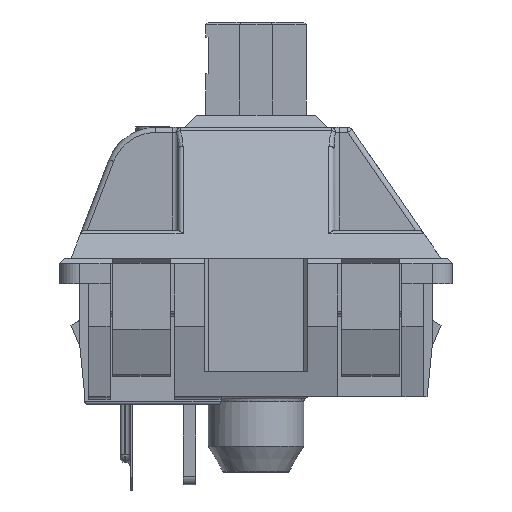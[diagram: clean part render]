
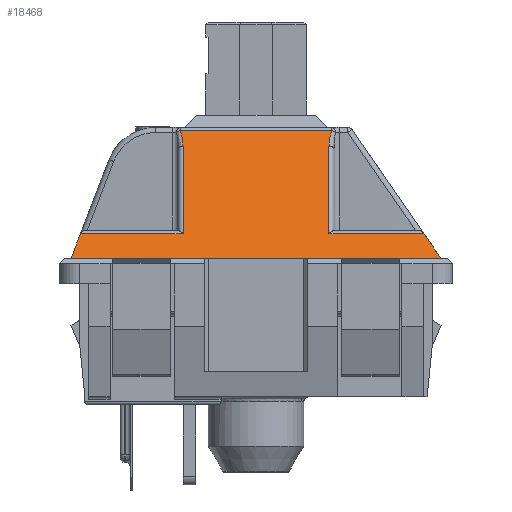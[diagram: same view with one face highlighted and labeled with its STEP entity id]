
A CAD part, left-side view. The second image highlights one B-rep face of the part: STEP entity #18468.
In plain terms, the highlighted face is planar.
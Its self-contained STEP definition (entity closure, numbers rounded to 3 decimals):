
#698=ELLIPSE('',#19755,0.989,0.4);
#699=ELLIPSE('',#19758,0.989,0.401);
#700=ELLIPSE('',#19759,0.223,0.206);
#1716=FACE_OUTER_BOUND('',#2757,.T.);
#2757=EDGE_LOOP('',(#14850,#14851,#14852,#14853,#14854,#14855,#14856,#14857,
#14858,#14859,#14860));
#4170=LINE('',#29468,#6201);
#4243=LINE('',#29677,#6274);
#4362=LINE('',#30004,#6393);
#4456=LINE('',#30479,#6487);
#4457=LINE('',#30481,#6488);
#4458=LINE('',#30484,#6489);
#4459=LINE('',#30486,#6490);
#4460=LINE('',#30488,#6491);
#6201=VECTOR('',#22406,10.);
#6274=VECTOR('',#22521,10.);
#6393=VECTOR('',#22800,10.);
#6487=VECTOR('',#23184,3.771);
#6488=VECTOR('',#23185,3.789);
#6489=VECTOR('',#23188,6.031);
#6490=VECTOR('',#23189,3.789);
#6491=VECTOR('',#23190,4.073);
#8091=VERTEX_POINT('',#29462);
#8093=VERTEX_POINT('',#29466);
#8170=VERTEX_POINT('',#29676);
#8289=VERTEX_POINT('',#30002);
#8359=VERTEX_POINT('',#30427);
#8360=VERTEX_POINT('',#30474);
#8361=VERTEX_POINT('',#30478);
#8362=VERTEX_POINT('',#30480);
#8363=VERTEX_POINT('',#30482);
#8364=VERTEX_POINT('',#30485);
#8365=VERTEX_POINT('',#30487);
#10235=EDGE_CURVE('',#8091,#8093,#4170,.T.);
#10322=EDGE_CURVE('',#8170,#8091,#4243,.T.);
#10482=EDGE_CURVE('',#8093,#8289,#4362,.T.);
#10640=EDGE_CURVE('',#8360,#8359,#698,.T.);
#10642=EDGE_CURVE('',#8289,#8361,#4456,.T.);
#10643=EDGE_CURVE('',#8361,#8362,#4457,.T.);
#10644=EDGE_CURVE('',#8363,#8362,#699,.T.);
#10645=EDGE_CURVE('',#8359,#8363,#4458,.T.);
#10646=EDGE_CURVE('',#8360,#8364,#4459,.T.);
#10647=EDGE_CURVE('',#8364,#8365,#4460,.T.);
#10648=EDGE_CURVE('',#8365,#8170,#700,.T.);
#14850=ORIENTED_EDGE('',*,*,#10642,.T.);
#14851=ORIENTED_EDGE('',*,*,#10643,.T.);
#14852=ORIENTED_EDGE('',*,*,#10644,.F.);
#14853=ORIENTED_EDGE('',*,*,#10645,.F.);
#14854=ORIENTED_EDGE('',*,*,#10640,.F.);
#14855=ORIENTED_EDGE('',*,*,#10646,.T.);
#14856=ORIENTED_EDGE('',*,*,#10647,.T.);
#14857=ORIENTED_EDGE('',*,*,#10648,.T.);
#14858=ORIENTED_EDGE('',*,*,#10322,.T.);
#14859=ORIENTED_EDGE('',*,*,#10235,.T.);
#14860=ORIENTED_EDGE('',*,*,#10482,.T.);
#17652=PLANE('',#19757);
#18468=ADVANCED_FACE('',(#1716),#17652,.T.);
#19755=AXIS2_PLACEMENT_3D('',#30475,#23178,#23179);
#19757=AXIS2_PLACEMENT_3D('',#30477,#23182,#23183);
#19758=AXIS2_PLACEMENT_3D('',#30483,#23186,#23187);
#19759=AXIS2_PLACEMENT_3D('',#30489,#23191,#23192);
#22406=DIRECTION('',(1.,0.,0.));
#22521=DIRECTION('',(-0.332,0.382,0.863));
#22800=DIRECTION('',(-0.535,-0.342,-0.773));
#23178=DIRECTION('center_axis',(0.,0.914,-0.405));
#23179=DIRECTION('ref_axis',(0.,0.405,0.914));
#23182=DIRECTION('center_axis',(0.,0.914,-0.405));
#23183=DIRECTION('ref_axis',(0.,0.405,0.914));
#23184=DIRECTION('',(-1.,0.,0.));
#23185=DIRECTION('',(0.,-0.405,-0.914));
#23186=DIRECTION('center_axis',(0.,0.914,
-0.405));
#23187=DIRECTION('ref_axis',(0.,0.405,0.914));
#23188=DIRECTION('',(1.,0.,0.));
#23189=DIRECTION('',(0.,0.405,0.914));
#23190=DIRECTION('',(-1.,0.,0.));
#23191=DIRECTION('center_axis',(0.,0.914,
-0.405));
#23192=DIRECTION('ref_axis',(0.071,0.404,0.912));
#29462=CARTESIAN_POINT('',(-7.35,7.35,5.19));
#29466=CARTESIAN_POINT('',(7.351,7.35,5.19));
#29468=CARTESIAN_POINT('',(0.,7.35,5.19));
#29676=CARTESIAN_POINT('',(-6.976,6.92,4.218));
#29677=CARTESIAN_POINT('',(-5.607,5.345,0.66));
#30002=CARTESIAN_POINT('',(6.671,6.916,4.209));
#30004=CARTESIAN_POINT('',(4.189,5.33,0.624));
#30427=CARTESIAN_POINT('',(-3.016,5.102,0.109));
#30474=CARTESIAN_POINT('',(-2.9,5.383,0.745));
#30475=CARTESIAN_POINT('Origin',(-3.3,5.383,0.745));
#30477=CARTESIAN_POINT('Origin',(0.,6.2,2.59));
#30478=CARTESIAN_POINT('',(2.9,6.916,4.209));
#30479=CARTESIAN_POINT('',(6.671,6.916,4.209));
#30480=CARTESIAN_POINT('',(2.9,5.383,0.745));
#30481=CARTESIAN_POINT('',(2.9,6.916,4.209));
#30482=CARTESIAN_POINT('',(3.016,5.102,0.109));
#30483=CARTESIAN_POINT('Origin',(3.301,5.383,0.745));
#30484=CARTESIAN_POINT('',(-3.016,5.102,0.109));
#30485=CARTESIAN_POINT('',(-2.9,6.916,4.209));
#30486=CARTESIAN_POINT('',(-2.9,5.383,0.745));
#30487=CARTESIAN_POINT('',(-6.973,6.916,4.209));
#30488=CARTESIAN_POINT('',(-2.9,6.916,4.209));
#30489=CARTESIAN_POINT('Origin',(-6.784,6.953,4.292));
